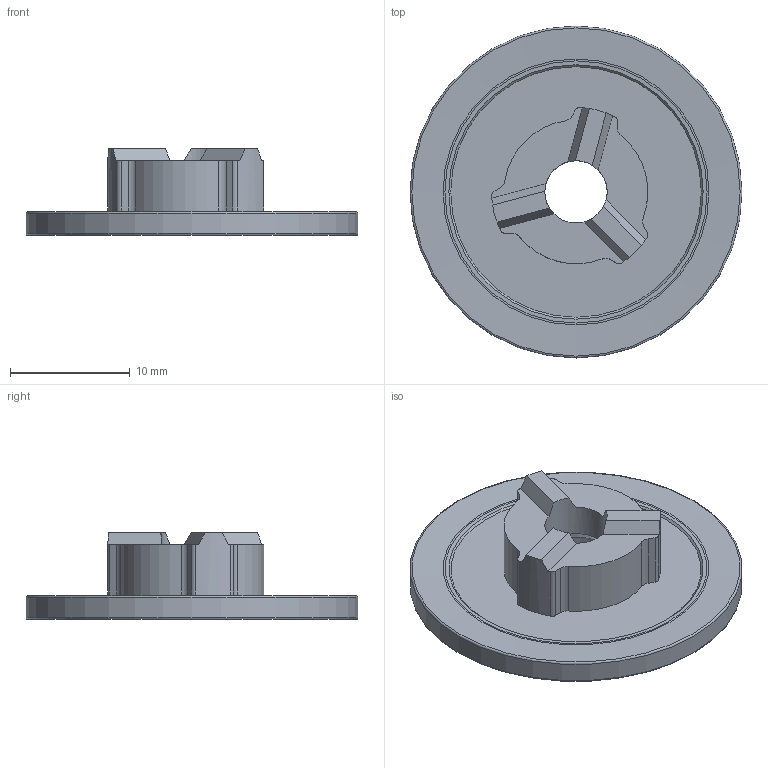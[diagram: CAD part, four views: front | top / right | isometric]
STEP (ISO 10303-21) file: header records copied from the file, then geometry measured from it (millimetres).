
FILE_DESCRIPTION(/* description */ (''),/* implementation_level */ '2;1');
FILE_NAME(/* name */ 'R335.14-277185C.14Z6-M03_Basic.stp',/* time_stamp */ '2024-09-10T17:00:30+06:00',/* author */ (''),/* organization */ (''),/* preprocessor_version */ 'ST-DEVELOPER v16.7',/* originating_system */ 'SIEMENS PLM Software NX 12.0',/* authorisation */ '');
FILE_SCHEMA (('AUTOMOTIVE_DESIGN { 1 0 10303 214 3 1 1 1 }'));
Length unit declared in the file: millimetre
Products named in the file (1): inpu3520E751ktcr
Bounding box: 27.7 x 27.7 x 7.25 mm (x, y, z)
Volume: 1378.6 mm3; surface area: 1882.5 mm2
Topology: 2 solids, 2 shells, 52 faces, 140 edges, 94 vertices
Faces by surface type: cylinder 23, plane 20, cone 4, revolution 3, torus 2
Full cylindrical faces by diameter (mm): 5.2 x1, 7.48 x1, 22.187 x2, 27.7 x1
Entity records: 1707 total; most frequent: CARTESIAN_POINT 363, DIRECTION 281, ORIENTED_EDGE 246, EDGE_CURVE 123, AXIS2_PLACEMENT_3D 115, VERTEX_POINT 87, EDGE_LOOP 68, CIRCLE 62
